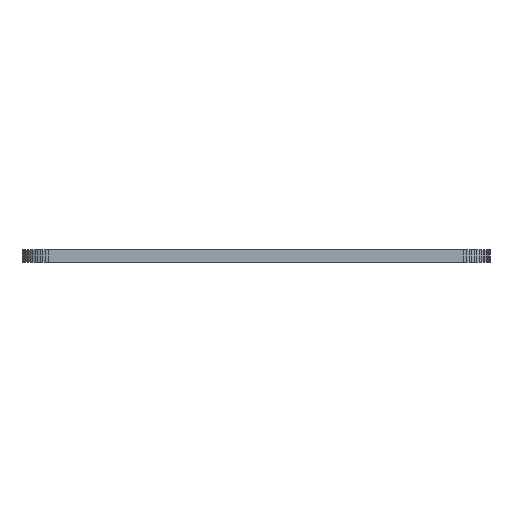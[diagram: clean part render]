
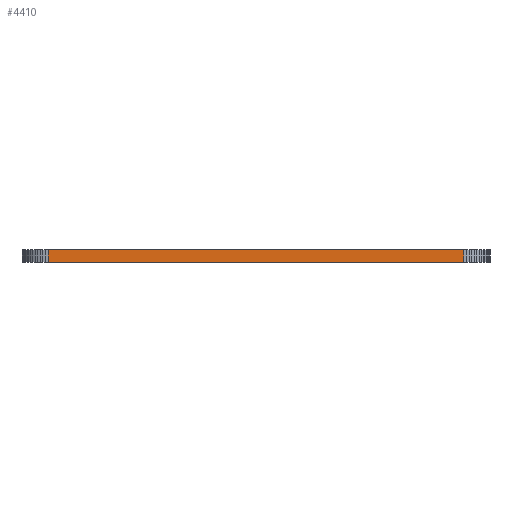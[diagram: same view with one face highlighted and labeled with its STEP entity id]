
A CAD part, left-side view. The second image highlights one B-rep face of the part: STEP entity #4410.
In plain terms, the highlighted planar face has unit normal (-1, 0, 0).
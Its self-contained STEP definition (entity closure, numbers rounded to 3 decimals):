
#90 = PLANE('',#91);
#91 = AXIS2_PLACEMENT_3D('',#92,#93,#94);
#92 = CARTESIAN_POINT('',(0.,31.,1.6));
#93 = DIRECTION('',(-0.,-0.,-1.));
#94 = DIRECTION('',(-1.,0.,0.));
#144 = PLANE('',#145);
#145 = AXIS2_PLACEMENT_3D('',#146,#147,#148);
#146 = CARTESIAN_POINT('',(0.,31.,0.));
#147 = DIRECTION('',(-0.,-0.,-1.));
#148 = DIRECTION('',(-1.,0.,0.));
#1513 = VERTEX_POINT('',#1514);
#1514 = CARTESIAN_POINT('',(-43.,3.5,0.));
#1528 = PLANE('',#1529);
#1529 = AXIS2_PLACEMENT_3D('',#1530,#1531,#1532);
#1530 = CARTESIAN_POINT('',(-42.981,3.134,0.));
#1531 = DIRECTION('',(-0.999,-0.052,0.));
#1532 = DIRECTION('',(-0.052,0.999,0.));
#1540 = EDGE_CURVE('',#1513,#1541,#1543,.T.);
#1541 = VERTEX_POINT('',#1542);
#1542 = CARTESIAN_POINT('',(-43.,58.5,0.));
#1543 = SURFACE_CURVE('',#1544,(#1548,#1555),.PCURVE_S1.);
#1544 = LINE('',#1545,#1546);
#1545 = CARTESIAN_POINT('',(-43.,3.5,0.));
#1546 = VECTOR('',#1547,1.);
#1547 = DIRECTION('',(0.,1.,0.));
#1548 = PCURVE('',#144,#1549);
#1549 = DEFINITIONAL_REPRESENTATION('',(#1550),#1554);
#1550 = LINE('',#1551,#1552);
#1551 = CARTESIAN_POINT('',(43.,-27.5));
#1552 = VECTOR('',#1553,1.);
#1553 = DIRECTION('',(0.,1.));
#1554 = ( GEOMETRIC_REPRESENTATION_CONTEXT(2) 
PARAMETRIC_REPRESENTATION_CONTEXT() REPRESENTATION_CONTEXT('2D SPACE',''
  ) );
#1555 = PCURVE('',#1556,#1561);
#1556 = PLANE('',#1557);
#1557 = AXIS2_PLACEMENT_3D('',#1558,#1559,#1560);
#1558 = CARTESIAN_POINT('',(-43.,3.5,0.));
#1559 = DIRECTION('',(-1.,0.,0.));
#1560 = DIRECTION('',(0.,1.,0.));
#1561 = DEFINITIONAL_REPRESENTATION('',(#1562),#1566);
#1562 = LINE('',#1563,#1564);
#1563 = CARTESIAN_POINT('',(0.,0.));
#1564 = VECTOR('',#1565,1.);
#1565 = DIRECTION('',(1.,0.));
#1566 = ( GEOMETRIC_REPRESENTATION_CONTEXT(2) 
PARAMETRIC_REPRESENTATION_CONTEXT() REPRESENTATION_CONTEXT('2D SPACE',''
  ) );
#1584 = PLANE('',#1585);
#1585 = AXIS2_PLACEMENT_3D('',#1586,#1587,#1588);
#1586 = CARTESIAN_POINT('',(-43.,58.5,0.));
#1587 = DIRECTION('',(-0.999,0.052,0.));
#1588 = DIRECTION('',(0.052,0.999,0.));
#3075 = VERTEX_POINT('',#3076);
#3076 = CARTESIAN_POINT('',(-43.,3.5,1.6));
#3097 = EDGE_CURVE('',#3075,#3098,#3100,.T.);
#3098 = VERTEX_POINT('',#3099);
#3099 = CARTESIAN_POINT('',(-43.,58.5,1.6));
#3100 = SURFACE_CURVE('',#3101,(#3105,#3112),.PCURVE_S1.);
#3101 = LINE('',#3102,#3103);
#3102 = CARTESIAN_POINT('',(-43.,3.5,1.6));
#3103 = VECTOR('',#3104,1.);
#3104 = DIRECTION('',(0.,1.,0.));
#3105 = PCURVE('',#90,#3106);
#3106 = DEFINITIONAL_REPRESENTATION('',(#3107),#3111);
#3107 = LINE('',#3108,#3109);
#3108 = CARTESIAN_POINT('',(43.,-27.5));
#3109 = VECTOR('',#3110,1.);
#3110 = DIRECTION('',(0.,1.));
#3111 = ( GEOMETRIC_REPRESENTATION_CONTEXT(2) 
PARAMETRIC_REPRESENTATION_CONTEXT() REPRESENTATION_CONTEXT('2D SPACE',''
  ) );
#3112 = PCURVE('',#1556,#3113);
#3113 = DEFINITIONAL_REPRESENTATION('',(#3114),#3118);
#3114 = LINE('',#3115,#3116);
#3115 = CARTESIAN_POINT('',(0.,-1.6));
#3116 = VECTOR('',#3117,1.);
#3117 = DIRECTION('',(1.,0.));
#3118 = ( GEOMETRIC_REPRESENTATION_CONTEXT(2) 
PARAMETRIC_REPRESENTATION_CONTEXT() REPRESENTATION_CONTEXT('2D SPACE',''
  ) );
#4360 = EDGE_CURVE('',#1541,#3098,#4361,.T.);
#4361 = SURFACE_CURVE('',#4362,(#4366,#4373),.PCURVE_S1.);
#4362 = LINE('',#4363,#4364);
#4363 = CARTESIAN_POINT('',(-43.,58.5,0.));
#4364 = VECTOR('',#4365,1.);
#4365 = DIRECTION('',(0.,0.,1.));
#4366 = PCURVE('',#1584,#4367);
#4367 = DEFINITIONAL_REPRESENTATION('',(#4368),#4372);
#4368 = LINE('',#4369,#4370);
#4369 = CARTESIAN_POINT('',(0.,0.));
#4370 = VECTOR('',#4371,1.);
#4371 = DIRECTION('',(0.,-1.));
#4372 = ( GEOMETRIC_REPRESENTATION_CONTEXT(2) 
PARAMETRIC_REPRESENTATION_CONTEXT() REPRESENTATION_CONTEXT('2D SPACE',''
  ) );
#4373 = PCURVE('',#1556,#4374);
#4374 = DEFINITIONAL_REPRESENTATION('',(#4375),#4379);
#4375 = LINE('',#4376,#4377);
#4376 = CARTESIAN_POINT('',(55.,0.));
#4377 = VECTOR('',#4378,1.);
#4378 = DIRECTION('',(0.,-1.));
#4379 = ( GEOMETRIC_REPRESENTATION_CONTEXT(2) 
PARAMETRIC_REPRESENTATION_CONTEXT() REPRESENTATION_CONTEXT('2D SPACE',''
  ) );
#4410 = ADVANCED_FACE('',(#4411),#1556,.T.);
#4411 = FACE_BOUND('',#4412,.T.);
#4412 = EDGE_LOOP('',(#4413,#4434,#4435,#4436));
#4413 = ORIENTED_EDGE('',*,*,#4414,.T.);
#4414 = EDGE_CURVE('',#1513,#3075,#4415,.T.);
#4415 = SURFACE_CURVE('',#4416,(#4420,#4427),.PCURVE_S1.);
#4416 = LINE('',#4417,#4418);
#4417 = CARTESIAN_POINT('',(-43.,3.5,0.));
#4418 = VECTOR('',#4419,1.);
#4419 = DIRECTION('',(0.,0.,1.));
#4420 = PCURVE('',#1556,#4421);
#4421 = DEFINITIONAL_REPRESENTATION('',(#4422),#4426);
#4422 = LINE('',#4423,#4424);
#4423 = CARTESIAN_POINT('',(0.,0.));
#4424 = VECTOR('',#4425,1.);
#4425 = DIRECTION('',(0.,-1.));
#4426 = ( GEOMETRIC_REPRESENTATION_CONTEXT(2) 
PARAMETRIC_REPRESENTATION_CONTEXT() REPRESENTATION_CONTEXT('2D SPACE',''
  ) );
#4427 = PCURVE('',#1528,#4428);
#4428 = DEFINITIONAL_REPRESENTATION('',(#4429),#4433);
#4429 = LINE('',#4430,#4431);
#4430 = CARTESIAN_POINT('',(0.366,0.));
#4431 = VECTOR('',#4432,1.);
#4432 = DIRECTION('',(0.,-1.));
#4433 = ( GEOMETRIC_REPRESENTATION_CONTEXT(2) 
PARAMETRIC_REPRESENTATION_CONTEXT() REPRESENTATION_CONTEXT('2D SPACE',''
  ) );
#4434 = ORIENTED_EDGE('',*,*,#3097,.T.);
#4435 = ORIENTED_EDGE('',*,*,#4360,.F.);
#4436 = ORIENTED_EDGE('',*,*,#1540,.F.);
